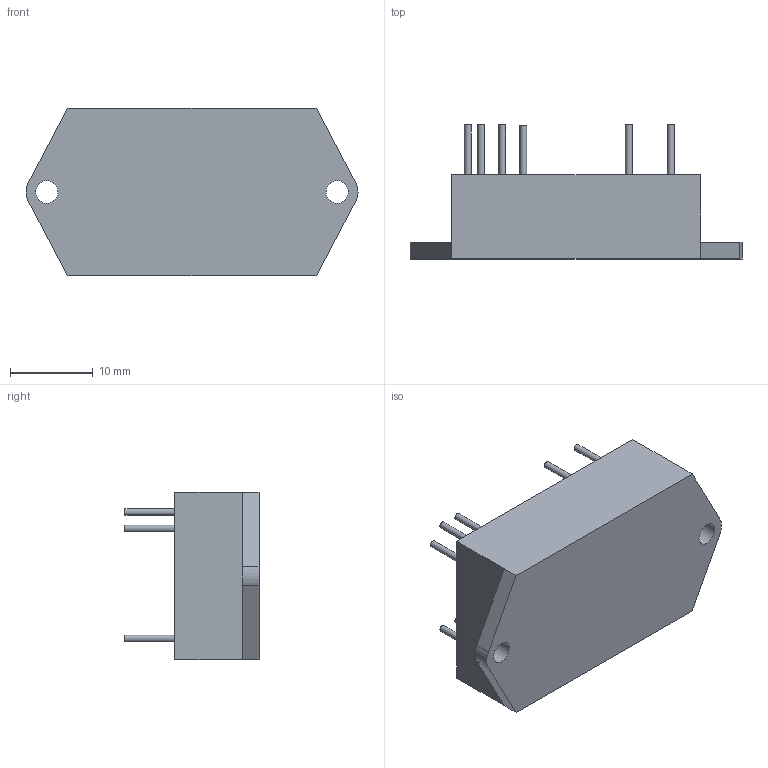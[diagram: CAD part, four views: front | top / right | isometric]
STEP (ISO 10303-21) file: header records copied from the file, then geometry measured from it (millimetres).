
FILE_DESCRIPTION((''),'2;1');
FILE_NAME('МДМ3(5,6)-2УП.stp','2016-02-19T10:18:48',('ABaranov'),(''),'Autodesk Inventor 2013','Autodesk Inventor 2013','');
FILE_SCHEMA(('AUTOMOTIVE_DESIGN { 1 0 10303 214 1 1 1 1 }'));
Length unit declared in the file: millimetre
Products named in the file (1): МДМ3(5,6)-2УП
Bounding box: 40 x 16.15 x 20.2 mm (x, y, z)
Volume: 6372.3 mm3; surface area: 2626.8 mm2
Topology: 11 solids, 11 shells, 46 faces, 68 edges, 44 vertices
Faces by surface type: plane 32, cylinder 14
Full cylindrical faces by diameter (mm): 0.8 x10, 2.7 x2
Entity records: 1026 total; most frequent: DIRECTION 178, CARTESIAN_POINT 147, ORIENTED_EDGE 112, AXIS2_PLACEMENT_3D 75, EDGE_LOOP 62, EDGE_CURVE 56, FACE_OUTER_BOUND 46, ADVANCED_FACE 46
